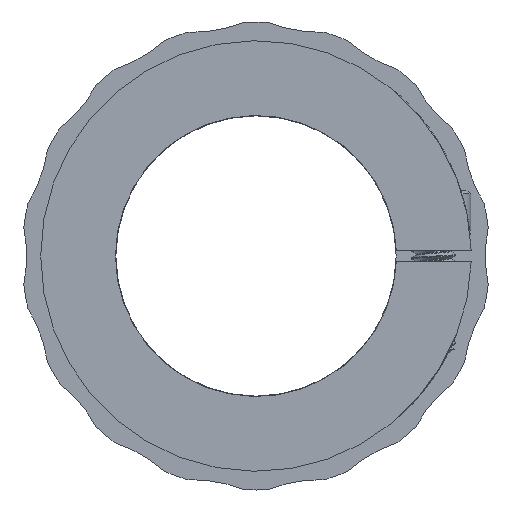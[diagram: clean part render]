
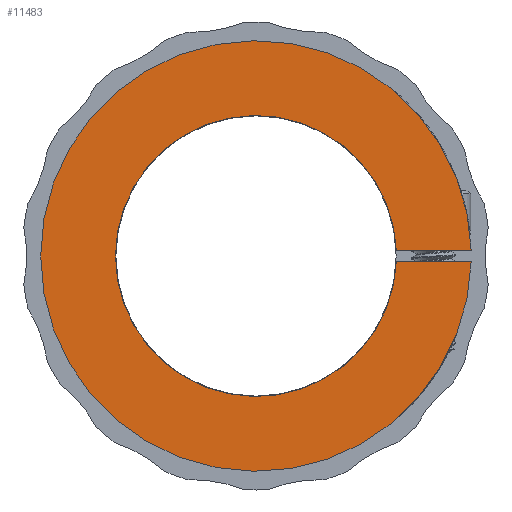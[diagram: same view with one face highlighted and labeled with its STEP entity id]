
A CAD part, front view. The second image highlights one B-rep face of the part: STEP entity #11483.
In plain terms, the highlighted planar face has unit normal (0, -1, 0).
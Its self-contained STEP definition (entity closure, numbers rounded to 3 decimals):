
#92=CARTESIAN_POINT('',(1.962,12.401,-0.822));
#93=DIRECTION('',(0.,-1.,0.));
#94=DIRECTION('',(1.,0.,0.027));
#95=AXIS2_PLACEMENT_3D('',#92,#93,#94);
#5032=DIRECTION('',(1.,0.,0.));
#5033=VECTOR('',#5032,10.153);
#5034=CARTESIAN_POINT('',(21.008,12.401,
-0.035));
#5035=LINE('',#5034,#5033);
#5036=CARTESIAN_POINT('',(1.962,12.401,
-0.822));
#5037=DIRECTION('',(0.,-1.,0.));
#5038=DIRECTION('',(0.999,0.,0.041));
#5039=AXIS2_PLACEMENT_3D('',#5036,#5037,#5038);
#5041=DIRECTION('',(-1.,0.,0.));
#5042=VECTOR('',#5041,10.153);
#5043=CARTESIAN_POINT('',(31.161,12.401,-1.61));
#5044=LINE('',#5043,#5042);
#5175=CARTESIAN_POINT('',(21.008,12.401,
-0.035));
#5177=VERTEX_POINT('',#5175);
#5184=CARTESIAN_POINT('',(31.161,12.401,
-0.035));
#5186=VERTEX_POINT('',#5184);
#5198=CARTESIAN_POINT('',(21.008,12.401,-1.61));
#5200=VERTEX_POINT('',#5198);
#5226=CARTESIAN_POINT('',(31.161,12.401,-1.61));
#5227=VERTEX_POINT('',#5226);
#11471=CARTESIAN_POINT('',(1.962,12.401,
-0.822));
#11472=DIRECTION('',(0.,1.,0.));
#11473=DIRECTION('',(1.,0.,0.));
#11474=AXIS2_PLACEMENT_3D('',#11471,#11472,#11473);
#11475=PLANE('',#11474);
#11476=ORIENTED_EDGE('',*,*,#5435,.F.);
#11478=ORIENTED_EDGE('',*,*,#11477,.F.);
#11479=ORIENTED_EDGE('',*,*,#11459,.T.);
#11480=ORIENTED_EDGE('',*,*,#9102,.F.);
#11481=EDGE_LOOP('',(#11476,#11478,#11479,#11480));
#11482=FACE_OUTER_BOUND('',#11481,.F.);
#11483=ADVANCED_FACE('',(#11482),#11475,.F.);
#96=CIRCLE('',#95,29.21);
#5040=CIRCLE('',#5039,19.063);
#5435=EDGE_CURVE('',#5186,#5227,#96,.T.);
#9102=EDGE_CURVE('',#5227,#5200,#5044,.T.);
#11459=EDGE_CURVE('',#5177,#5200,#5040,.T.);
#11477=EDGE_CURVE('',#5177,#5186,#5035,.T.);
